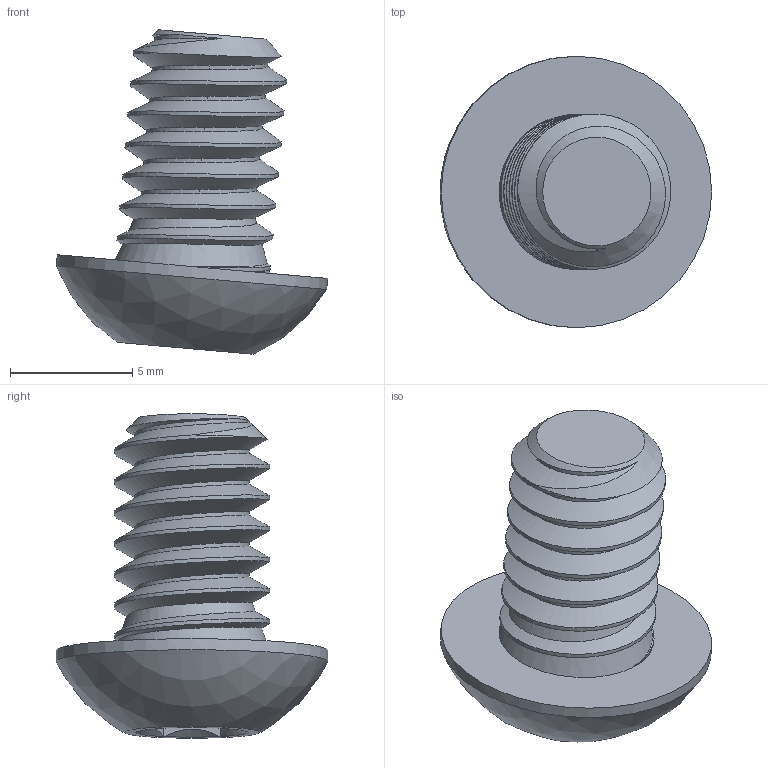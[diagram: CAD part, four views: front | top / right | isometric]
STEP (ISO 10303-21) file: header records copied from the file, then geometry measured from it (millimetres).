
FILE_DESCRIPTION(/* description */ (''),/* implementation_level */ '2;1');
FILE_NAME(/* name */ 'MACHINE SCREW-1_2-20x3_4_.stp',/* time_stamp */ '2023-04-23T11:43:17-04:00',/* author */ ('jjdbr'),/* organization */ (''),/* preprocessor_version */ 'ST-DEVELOPER v19',/* originating_system */ 'Autodesk Inventor 2023',/* authorisation */ '');
FILE_SCHEMA (('AUTOMOTIVE_DESIGN { 1 0 10303 214 3 1 1 }'));
Length unit declared in the file: millimetre
Products named in the file (1): R.H.S. - 1/2-20x3/4"
Bounding box: 11.1 x 11.1 x 13.26 mm (x, y, z)
Volume: 442.3 mm3; surface area: 524.9 mm2
Topology: 1 solids, 1 shells, 46 faces, 106 edges, 64 vertices
Faces by surface type: cylinder 16, plane 15, cone 12, bspline 2, sphere 1
Full cylindrical faces by diameter (mm): 4.7 x5, 6.35 x6, 11.1 x1
Entity records: 2865 total; most frequent: CARTESIAN_POINT 1865, ORIENTED_EDGE 210, DIRECTION 173, EDGE_CURVE 105, AXIS2_PLACEMENT_3D 68, VERTEX_POINT 64, EDGE_LOOP 49, FACE_OUTER_BOUND 46
